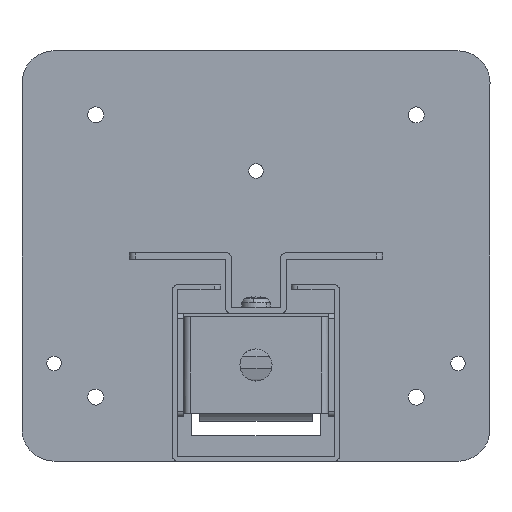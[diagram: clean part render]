
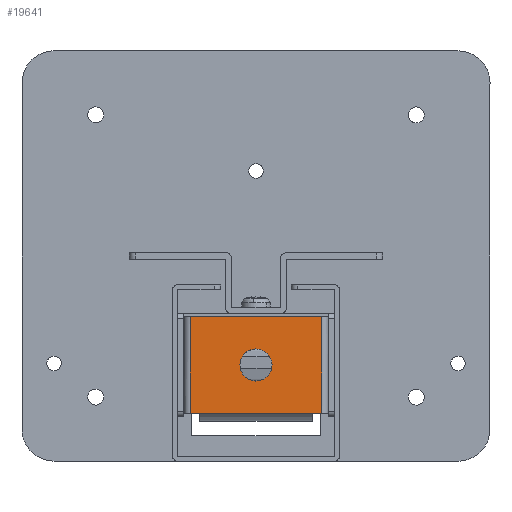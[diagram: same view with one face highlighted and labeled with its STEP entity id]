
A CAD part, left-side view. The second image highlights one B-rep face of the part: STEP entity #19641.
In plain terms, the highlighted free-form (B-spline) face has degree [1, 1] with [2, 2] control points.
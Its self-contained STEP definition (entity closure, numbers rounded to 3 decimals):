
#9173=CARTESIAN_POINT('',(-342.,3.442,33.627));
#9174=VERTEX_POINT('',#9173);
#9180=CARTESIAN_POINT('',(-342.,5.,30.));
#9181=VERTEX_POINT('',#9180);
#9182=CARTESIAN_POINT('',(-342.,3.442,33.627));
#9183=CARTESIAN_POINT('',(-342.,3.964,33.133));
#9184=CARTESIAN_POINT('',(-342.,4.739,31.986));
#9185=CARTESIAN_POINT('',(-342.,5.001,30.634));
#9186=CARTESIAN_POINT('',(-342.,5.,30.));
#9187=B_SPLINE_CURVE_WITH_KNOTS('',3,(#9182,#9183,#9184,#9185,#9186),.UNSPECIFIED.,.F.,.U.,(4,1,4),(0.,2.156,4.058),.UNSPECIFIED.);
#9188=EDGE_CURVE('',#9174,#9181,#9187,.T.);
#9190=CARTESIAN_POINT('',(-342.,0.,25.0));
#9191=VERTEX_POINT('',#9190);
#9192=CARTESIAN_POINT('',(-342.,5.,30.));
#9193=CARTESIAN_POINT('',(-342.,5.,29.55));
#9194=CARTESIAN_POINT('',(-342.,4.889,28.732));
#9195=CARTESIAN_POINT('',(-342.,4.446,27.624));
#9196=CARTESIAN_POINT('',(-342.,3.817,26.707));
#9197=CARTESIAN_POINT('',(-342.,3.063,26.007));
#9198=CARTESIAN_POINT('',(-342.,1.84,25.253));
#9199=CARTESIAN_POINT('',(-342.,0.778,24.999));
#9200=CARTESIAN_POINT('',(-342.,0.,25.0));
#9201=B_SPLINE_CURVE_WITH_KNOTS('',3,(#9192,#9193,#9194,#9195,#9196,#9197,#9198,#9199,#9200),.UNSPECIFIED.,.F.,.U.,(4,1,1,1,1,1,4),(0.,1.35,2.454,3.559,4.663,5.522,7.854),.UNSPECIFIED.);
#9202=EDGE_CURVE('',#9181,#9191,#9201,.T.);
#9204=CARTESIAN_POINT('',(-342.,-3.442,26.373));
#9205=VERTEX_POINT('',#9204);
#9206=CARTESIAN_POINT('',(-342.,0.,25.0));
#9207=CARTESIAN_POINT('',(-342.,-0.514,25.));
#9208=CARTESIAN_POINT('',(-342.,-1.779,25.197));
#9209=CARTESIAN_POINT('',(-342.,-2.897,25.855));
#9210=CARTESIAN_POINT('',(-342.,-3.442,26.373));
#9211=B_SPLINE_CURVE_WITH_KNOTS('',3,(#9206,#9207,#9208,#9209,#9210),.UNSPECIFIED.,.F.,.U.,(4,1,4),(0.,1.542,3.796),.UNSPECIFIED.);
#9212=EDGE_CURVE('',#9191,#9205,#9211,.T.);
#9298=CARTESIAN_POINT('',(-342.,-5.,30.));
#9299=VERTEX_POINT('',#9298);
#9300=CARTESIAN_POINT('',(-342.,-3.442,26.373));
#9301=CARTESIAN_POINT('',(-342.,-3.779,26.693));
#9302=CARTESIAN_POINT('',(-342.,-4.284,27.328));
#9303=CARTESIAN_POINT('',(-342.,-4.852,28.563));
#9304=CARTESIAN_POINT('',(-342.,-5.,29.45));
#9305=CARTESIAN_POINT('',(-342.,-5.,30.));
#9306=B_SPLINE_CURVE_WITH_KNOTS('',3,(#9300,#9301,#9302,#9303,#9304,#9305),.UNSPECIFIED.,.F.,.U.,(4,1,1,4),(0.,1.395,2.409,4.058),.UNSPECIFIED.);
#9307=EDGE_CURVE('',#9205,#9299,#9306,.T.);
#9309=CARTESIAN_POINT('',(-342.,0.,35.));
#9310=VERTEX_POINT('',#9309);
#9311=CARTESIAN_POINT('',(-342.,-5.,30.));
#9312=CARTESIAN_POINT('',(-342.,-5.,30.532));
#9313=CARTESIAN_POINT('',(-342.,-4.809,31.718));
#9314=CARTESIAN_POINT('',(-342.,-3.987,33.169));
#9315=CARTESIAN_POINT('',(-342.,-2.935,34.099));
#9316=CARTESIAN_POINT('',(-342.,-1.677,34.792));
#9317=CARTESIAN_POINT('',(-342.,-0.696,35.001));
#9318=CARTESIAN_POINT('',(-342.,0.,35.));
#9319=B_SPLINE_CURVE_WITH_KNOTS('',3,(#9311,#9312,#9313,#9314,#9315,#9316,#9317,#9318),.UNSPECIFIED.,.F.,.U.,(4,1,1,1,1,4),(0.,1.595,3.559,4.909,5.768,7.854),.UNSPECIFIED.);
#9320=EDGE_CURVE('',#9299,#9310,#9319,.T.);
#9322=CARTESIAN_POINT('',(-342.,0.,35.));
#9323=CARTESIAN_POINT('',(-342.,0.752,35.001));
#9324=CARTESIAN_POINT('',(-342.,2.016,34.709));
#9325=CARTESIAN_POINT('',(-342.,3.069,33.981));
#9326=CARTESIAN_POINT('',(-342.,3.442,33.627));
#9327=B_SPLINE_CURVE_WITH_KNOTS('',3,(#9322,#9323,#9324,#9325,#9326),.UNSPECIFIED.,.F.,.U.,(4,1,4),(0.,2.254,3.796),.UNSPECIFIED.);
#9328=EDGE_CURVE('',#9310,#9174,#9327,.T.);
#18325=CARTESIAN_POINT('',(-342.,20.5,15.));
#18326=VERTEX_POINT('',#18325);
#18337=CARTESIAN_POINT('',(-342.,20.5,45.));
#18338=VERTEX_POINT('',#18337);
#18339=CARTESIAN_POINT('',(-342.,20.5,45.));
#18340=CARTESIAN_POINT('',(-342.,20.5,15.));
#18341=QUASI_UNIFORM_CURVE('',1,(#18339,#18340),.UNSPECIFIED.,.F.,.U.);
#18342=EDGE_CURVE('',#18338,#18326,#18341,.T.);
#18372=CARTESIAN_POINT('',(-342.,-20.5,15.));
#18373=VERTEX_POINT('',#18372);
#18385=CARTESIAN_POINT('',(-342.,-20.5,45.));
#18386=VERTEX_POINT('',#18385);
#18397=CARTESIAN_POINT('',(-342.,-20.5,15.));
#18398=CARTESIAN_POINT('',(-342.,-20.5,45.));
#18399=QUASI_UNIFORM_CURVE('',1,(#18397,#18398),.UNSPECIFIED.,.F.,.U.);
#18400=EDGE_CURVE('',#18373,#18386,#18399,.T.);
#19614=CARTESIAN_POINT('',(-342.,-22.548,46.498));
#19615=CARTESIAN_POINT('',(-342.,-22.548,13.501));
#19616=CARTESIAN_POINT('',(-342.,22.548,46.498));
#19617=CARTESIAN_POINT('',(-342.,22.548,13.501));
#19618=B_SPLINE_SURFACE_WITH_KNOTS('',1,1,((#19614,#19616),(#19615,#19617)),.UNSPECIFIED.,.F.,.F.,.U.,(2,2),(2,2),(0.0,32.997),(0.0,45.096),.UNSPECIFIED.);
#19619=CARTESIAN_POINT('',(-342.,20.5,15.));
#19620=CARTESIAN_POINT('',(-342.,-20.5,15.));
#19621=QUASI_UNIFORM_CURVE('',1,(#19619,#19620),.UNSPECIFIED.,.F.,.U.);
#19622=EDGE_CURVE('',#18326,#18373,#19621,.T.);
#19623=ORIENTED_EDGE('',*,*,#19622,.T.);
#19624=ORIENTED_EDGE('',*,*,#18400,.T.);
#19625=CARTESIAN_POINT('',(-342.,20.5,45.));
#19626=CARTESIAN_POINT('',(-342.,-20.5,45.));
#19627=QUASI_UNIFORM_CURVE('',1,(#19625,#19626),.UNSPECIFIED.,.F.,.U.);
#19628=EDGE_CURVE('',#18338,#18386,#19627,.T.);
#19629=ORIENTED_EDGE('',*,*,#19628,.F.);
#19630=ORIENTED_EDGE('',*,*,#18342,.T.);
#19631=EDGE_LOOP('',(#19623,#19624,#19629,#19630));
#19632=FACE_OUTER_BOUND('',#19631,.T.);
#19633=ORIENTED_EDGE('',*,*,#9202,.F.);
#19634=ORIENTED_EDGE('',*,*,#9188,.F.);
#19635=ORIENTED_EDGE('',*,*,#9328,.F.);
#19636=ORIENTED_EDGE('',*,*,#9320,.F.);
#19637=ORIENTED_EDGE('',*,*,#9307,.F.);
#19638=ORIENTED_EDGE('',*,*,#9212,.F.);
#19639=EDGE_LOOP('',(#19633,#19634,#19635,#19636,#19637,#19638));
#19640=FACE_BOUND('',#19639,.T.);
#19641=ADVANCED_FACE('',(#19632,#19640),#19618,.F.);
